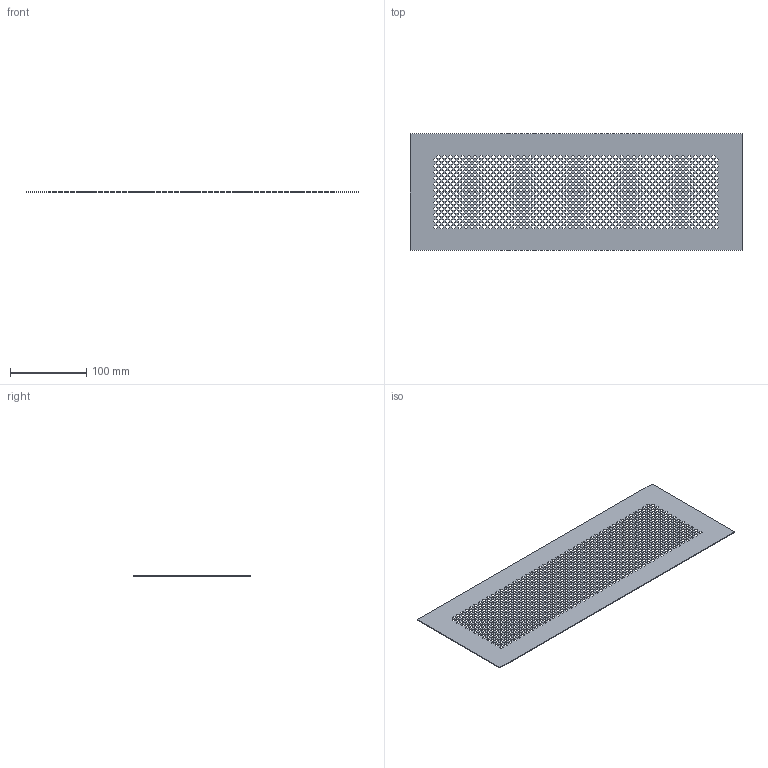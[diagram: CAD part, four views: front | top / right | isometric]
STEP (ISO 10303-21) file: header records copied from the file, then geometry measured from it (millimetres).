
FILE_DESCRIPTION(/* description */ (''),/* implementation_level */ '2;1');
FILE_NAME(/* name */ '1009988_3D.stp',/* time_stamp */ '2022-09-16T07:40:53+02:00',/* author */ ('kotzmaier'),/* organization */ ('Fa. Bopla'),/* preprocessor_version */ 'ST-DEVELOPER v18.1',/* originating_system */ 'Autodesk Inventor 2022',/* authorisation */ '');
FILE_SCHEMA (('AUTOMOTIVE_DESIGN { 1 0 10303 214 3 1 1 }'));
Products named in the file (1): 1009970_3D
Bounding box: 434.2 x 153 x 1 mm (x, y, z)
Volume: 50968.9 mm3; surface area: 118575.9 mm2
Topology: 1 solids, 1 shells, 6702 faces, 20100 edges, 13400 vertices
Faces by surface type: plane 6702
Entity records: 225631 total; most frequent: CARTESIAN_POINT 40203, ORIENTED_EDGE 40200, DIRECTION 33506, LINE 20100, VECTOR 20100, EDGE_CURVE 20100, VERTEX_POINT 13400, EDGE_LOOP 8934
